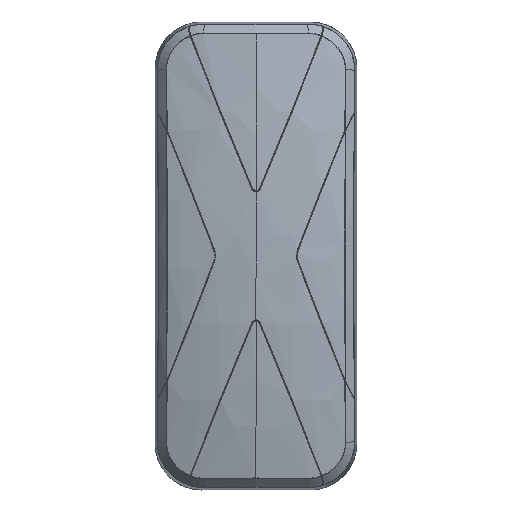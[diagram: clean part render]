
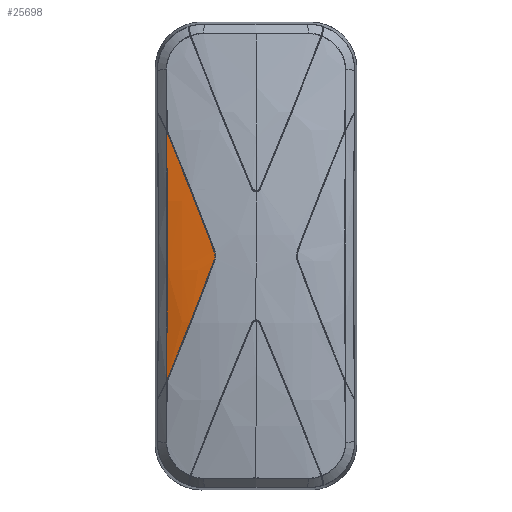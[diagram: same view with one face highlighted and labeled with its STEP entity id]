
A CAD part, top view. The second image highlights one B-rep face of the part: STEP entity #25698.
In plain terms, the highlighted toroidal (fillet/blend) face has major radius 465.589 mm and minor radius 622.923 mm.
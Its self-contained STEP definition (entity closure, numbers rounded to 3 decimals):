
#1028 = EDGE_CURVE ( 'NONE', #27257, #15814, #26311, .T. ) ;
#1036 = B_SPLINE_CURVE_WITH_KNOTS ( 'NONE', 3,
 ( #9351, #21034, #29773, #29888 ),
 .UNSPECIFIED., .F., .F.,
 ( 4, 4 ),
 ( 0., 1. ),
 .UNSPECIFIED. ) ;
#1378 = CARTESIAN_POINT ( 'NONE',  ( -19.005, 0., 23.448 ) ) ;
#1697 = CARTESIAN_POINT ( 'NONE',  ( -40.991, -14.394, 19.001 ) ) ;
#1817 = CARTESIAN_POINT ( 'NONE',  ( -40.991, 14.394, 19.001 ) ) ;
#2341 = CARTESIAN_POINT ( 'NONE',  ( -26.579, 20.905, 22.097 ) ) ;
#2390 = FACE_OUTER_BOUND ( 'NONE', #8367, .T. ) ;
#2458 = CARTESIAN_POINT ( 'NONE',  ( -39.392, 53.023, 17.283 ) ) ;
#3058 = B_SPLINE_CURVE_WITH_KNOTS ( 'NONE', 3,
 ( #19228, #14202, #28859, #36664, #34703, #37661, #20109, #7434, #10371, #28096, #13348, #1697, #13466, #10493, #33938, #16378, #36915, #19349, #1817, #22297, #5627, #14596, #23556, #20515, #23185, #5904, #32272, #14329, #3080, #17797 ),
 .UNSPECIFIED., .F., .F.,
 ( 4, 2, 2, 2, 2, 2, 2, 2, 2, 2, 2, 2, 2, 2, 4 ),
 ( 0., 0.05, 0.125, 0.2, 0.275, 0.35, 0.425, 0.5, 0.575, 0.65, 0.725, 0.8, 0.875, 0.95, 1. ),
 .UNSPECIFIED. ) ;
#3080 = CARTESIAN_POINT ( 'NONE',  ( -41.214, 55.589, 16.532 ) ) ;
#3221 = B_SPLINE_CURVE_WITH_KNOTS ( 'NONE', 3,
 ( #37571, #2458, #28890, #31433, #25899, #22718, #13867, #8099, #14003, #34481, #19897, #2341, #25774, #8217 ),
 .UNSPECIFIED., .F., .F.,
 ( 4, 1, 1, 1, 1, 1, 1, 2, 2, 4 ),
 ( 0., 0.25, 0.375, 0.437, 0.469, 0.484, 0.492, 0.496, 0.5, 1. ),
 .UNSPECIFIED. ) ;
#3494 = CARTESIAN_POINT ( 'NONE',  ( -29.793, -29.051, 21.063 ) ) ;
#4950 = ORIENTED_EDGE ( 'NONE', *, *, #30757, .T. ) ;
#5627 = CARTESIAN_POINT ( 'NONE',  ( -41.016, 23.028, 18.725 ) ) ;
#5904 = CARTESIAN_POINT ( 'NONE',  ( -41.139, 46.019, 17.369 ) ) ;
#6317 = CARTESIAN_POINT ( 'NONE',  ( -19.005, 0., 23.448 ) ) ;
#6444 = CARTESIAN_POINT ( 'NONE',  ( -28.609, -26.043, 21.426 ) ) ;
#6566 = CARTESIAN_POINT ( 'NONE',  ( -41.231, -57.504, 16.343 ) ) ;
#6701 = CARTESIAN_POINT ( 'NONE',  ( -19.414, -2.221, 23.394 ) ) ;
#7434 = CARTESIAN_POINT ( 'NONE',  ( -41.053, -31.656, 18.323 ) ) ;
#7907 = CARTESIAN_POINT ( 'NONE',  ( -41.231, -57.504, 16.343 ) ) ;
#8099 = CARTESIAN_POINT ( 'NONE',  ( -30.389, 30.563, 20.873 ) ) ;
#8217 = CARTESIAN_POINT ( 'NONE',  ( -19.414, 2.221, 23.394 ) ) ;
#8262 = DIRECTION ( 'NONE',  ( 0., 0., -1. ) ) ;
#8367 = EDGE_LOOP ( 'NONE', ( #25081, #4950, #24359, #14486, #14193 ) ) ;
#9351 = CARTESIAN_POINT ( 'NONE',  ( -19.005, 0., 23.448 ) ) ;
#9376 = CARTESIAN_POINT ( 'NONE',  ( -30.131, -29.909, 20.956 ) ) ;
#9726 = AXIS2_PLACEMENT_3D ( 'NONE', #31991, #37627, #8262 ) ;
#10371 = CARTESIAN_POINT ( 'NONE',  ( -41.039, -28.78, 18.471 ) ) ;
#10493 = CARTESIAN_POINT ( 'NONE',  ( -40.978, -5.758, 19.149 ) ) ;
#12341 = CARTESIAN_POINT ( 'NONE',  ( -19.414, -2.221, 23.394 ) ) ;
#12472 = CARTESIAN_POINT ( 'NONE',  ( -19.005, -0.38, 23.448 ) ) ;
#12616 = VERTEX_POINT ( 'NONE', #19959 ) ;
#12761 = EDGE_CURVE ( 'NONE', #15814, #12616, #3058, .T. ) ;
#13348 = CARTESIAN_POINT ( 'NONE',  ( -41.007, -20.15, 18.831 ) ) ;
#13466 = CARTESIAN_POINT ( 'NONE',  ( -40.986, -11.516, 19.064 ) ) ;
#13719 = CARTESIAN_POINT ( 'NONE',  ( -19.414, -2.221, 23.394 ) ) ;
#13867 = CARTESIAN_POINT ( 'NONE',  ( -30.59, 31.073, 20.807 ) ) ;
#14003 = CARTESIAN_POINT ( 'NONE',  ( -30.302, 30.344, 20.901 ) ) ;
#14193 = ORIENTED_EDGE ( 'NONE', *, *, #1028, .F. ) ;
#14202 = CARTESIAN_POINT ( 'NONE',  ( -41.214, -55.589, 16.532 ) ) ;
#14329 = CARTESIAN_POINT ( 'NONE',  ( -41.198, 53.673, 16.712 ) ) ;
#14486 = ORIENTED_EDGE ( 'NONE', *, *, #12761, .F. ) ;
#14596 = CARTESIAN_POINT ( 'NONE',  ( -41.039, 28.78, 18.471 ) ) ;
#15151 = CARTESIAN_POINT ( 'NONE',  ( -30.158, -29.979, 20.947 ) ) ;
#15276 = CARTESIAN_POINT ( 'NONE',  ( -23.887, -13.931, 22.668 ) ) ;
#15814 = VERTEX_POINT ( 'NONE', #7907 ) ;
#16378 = CARTESIAN_POINT ( 'NONE',  ( -40.976, 2.879, 19.17 ) ) ;
#17797 = CARTESIAN_POINT ( 'NONE',  ( -41.231, 57.504, 16.343 ) ) ;
#19228 = CARTESIAN_POINT ( 'NONE',  ( -41.231, -57.504, 16.343 ) ) ;
#19349 = CARTESIAN_POINT ( 'NONE',  ( -40.986, 11.516, 19.064 ) ) ;
#19897 = CARTESIAN_POINT ( 'NONE',  ( -30.215, 30.124, 20.929 ) ) ;
#19959 = CARTESIAN_POINT ( 'NONE',  ( -41.231, 57.504, 16.343 ) ) ;
#20109 = CARTESIAN_POINT ( 'NONE',  ( -41.083, -37.404, 17.984 ) ) ;
#20515 = CARTESIAN_POINT ( 'NONE',  ( -41.083, 37.404, 17.984 ) ) ;
#20934 = CARTESIAN_POINT ( 'NONE',  ( -29.398, -28.049, 21.187 ) ) ;
#21032 = EDGE_CURVE ( 'NONE', #12616, #27829, #3221, .T. ) ;
#21034 = CARTESIAN_POINT ( 'NONE',  ( -19.005, 0.756, 23.448 ) ) ;
#21061 = CARTESIAN_POINT ( 'NONE',  ( -21.2, -6.924, 23.155 ) ) ;
#22297 = CARTESIAN_POINT ( 'NONE',  ( -41.007, 20.15, 18.831 ) ) ;
#22718 = CARTESIAN_POINT ( 'NONE',  ( -30.993, 32.092, 20.674 ) ) ;
#23098 = EDGE_CURVE ( 'NONE', #27257, #34187, #28878, .T. ) ;
#23185 = CARTESIAN_POINT ( 'NONE',  ( -41.1, 40.277, 17.793 ) ) ;
#23526 = CARTESIAN_POINT ( 'NONE',  ( -19.414, 2.221, 23.394 ) ) ;
#23556 = CARTESIAN_POINT ( 'NONE',  ( -41.053, 31.656, 18.323 ) ) ;
#24359 = ORIENTED_EDGE ( 'NONE', *, *, #21032, .F. ) ;
#25081 = ORIENTED_EDGE ( 'NONE', *, *, #23098, .T. ) ;
#25698 = ADVANCED_FACE ( 'NONE', ( #2390 ), #30835, .T. ) ;
#25774 = CARTESIAN_POINT ( 'NONE',  ( -22.988, 11.628, 22.915 ) ) ;
#25899 = CARTESIAN_POINT ( 'NONE',  ( -31.799, 34.128, 20.401 ) ) ;
#26311 = B_SPLINE_CURVE_WITH_KNOTS ( 'NONE', 3,
 ( #6701, #21061, #15276, #27205, #6444, #20934, #3494, #32702, #26959, #9376, #15151, #35526, #29910, #6566 ),
 .UNSPECIFIED., .F., .F.,
 ( 4, 1, 1, 1, 1, 1, 1, 2, 2, 4 ),
 ( 0., 0.25, 0.375, 0.437, 0.469, 0.484, 0.492, 0.496, 0.5, 1. ),
 .UNSPECIFIED. ) ;
#26959 = CARTESIAN_POINT ( 'NONE',  ( -30.074, -29.766, 20.974 ) ) ;
#27205 = CARTESIAN_POINT ( 'NONE',  ( -27.033, -22.02, 21.878 ) ) ;
#27257 = VERTEX_POINT ( 'NONE', #13719 ) ;
#27829 = VERTEX_POINT ( 'NONE', #23526 ) ;
#28096 = CARTESIAN_POINT ( 'NONE',  ( -41.016, -23.028, 18.725 ) ) ;
#28859 = CARTESIAN_POINT ( 'NONE',  ( -41.198, -53.673, 16.712 ) ) ;
#28878 = B_SPLINE_CURVE_WITH_KNOTS ( 'NONE', 3,
 ( #12341, #32816, #30030, #36027, #12472, #6317 ),
 .UNSPECIFIED., .F., .F.,
 ( 4, 2, 4 ),
 ( 0., 0.5, 1. ),
 .UNSPECIFIED. ) ;
#28890 = CARTESIAN_POINT ( 'NONE',  ( -36.632, 46.23, 18.562 ) ) ;
#29773 = CARTESIAN_POINT ( 'NONE',  ( -19.143, 1.508, 23.43 ) ) ;
#29888 = CARTESIAN_POINT ( 'NONE',  ( -19.414, 2.221, 23.394 ) ) ;
#29910 = CARTESIAN_POINT ( 'NONE',  ( -37.552, -48.541, 18.223 ) ) ;
#30030 = CARTESIAN_POINT ( 'NONE',  ( -19.177, -1.504, 23.425 ) ) ;
#30757 = EDGE_CURVE ( 'NONE', #34187, #27829, #1036, .T. ) ;
#30835 = TOROIDAL_SURFACE ( 'NONE', #9726, -465.59, 622.924 ) ;
#31433 = CARTESIAN_POINT ( 'NONE',  ( -33.41, 38.182, 19.826 ) ) ;
#31991 = CARTESIAN_POINT ( 'NONE',  ( 0., 0., -132.734 ) ) ;
#32272 = CARTESIAN_POINT ( 'NONE',  ( -41.16, 48.889, 17.136 ) ) ;
#32702 = CARTESIAN_POINT ( 'NONE',  ( -29.99, -29.552, 21.001 ) ) ;
#32816 = CARTESIAN_POINT ( 'NONE',  ( -19.279, -1.866, 23.412 ) ) ;
#33938 = CARTESIAN_POINT ( 'NONE',  ( -40.976, -2.879, 19.17 ) ) ;
#34187 = VERTEX_POINT ( 'NONE', #1378 ) ;
#34481 = CARTESIAN_POINT ( 'NONE',  ( -30.245, 30.198, 20.919 ) ) ;
#34703 = CARTESIAN_POINT ( 'NONE',  ( -41.139, -46.019, 17.369 ) ) ;
#35526 = CARTESIAN_POINT ( 'NONE',  ( -33.871, -39.391, 19.754 ) ) ;
#36027 = CARTESIAN_POINT ( 'NONE',  ( -19.039, -0.757, 23.443 ) ) ;
#36664 = CARTESIAN_POINT ( 'NONE',  ( -41.16, -48.889, 17.136 ) ) ;
#36915 = CARTESIAN_POINT ( 'NONE',  ( -40.978, 5.758, 19.149 ) ) ;
#37571 = CARTESIAN_POINT ( 'NONE',  ( -41.231, 57.504, 16.343 ) ) ;
#37627 = DIRECTION ( 'NONE',  ( 0., -1., 0. ) ) ;
#37661 = CARTESIAN_POINT ( 'NONE',  ( -41.1, -40.277, 17.793 ) ) ;
